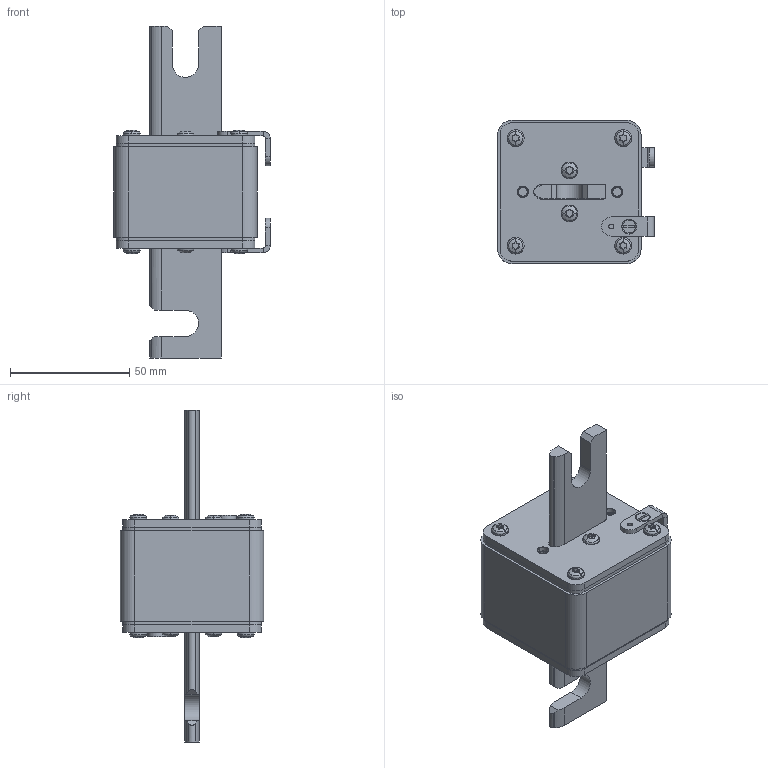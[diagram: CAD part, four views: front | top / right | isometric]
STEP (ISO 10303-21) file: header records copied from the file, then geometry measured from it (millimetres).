
FILE_DESCRIPTION((''),'2;1');
FILE_NAME('004394723_NHS2_110_M_UQ01_ASM-2_ASM','2025-03-19T13:56:39',('klemen.sitar'),('Audax d.o.o.'),'CREO PARAMETRIC BY PTC INC, 2021304','CREO PARAMETRIC BY PTC INC, 2021304','');
FILE_SCHEMA(('AP242_MANAGED_MODEL_BASED_3D_ENGINEERING_MIM_LF { 1 0 10303 442 1 1 4 }'));
Length unit declared in the file: millimetre
Products named in the file (15): 0000031919_3; 0000030743_2; 0000064274_1; 0000017639_1; 0000033543_1; NOZ_S_ASM_1_ASM; 0000033546_1; NOZ_U_ASM_2_ASM; 0000037877_1; 0000070275_1; 0000031301_1; 0000011599_1; 0000037871_2; 0000037881_1; 004394723_NHS2_110_M_UQ01_ASM-2_ASM
Assembly tree (32 placements, depth 3):
  004394723_NHS2_110_M_UQ01_ASM-2_ASM
    0000031919_3
    0000030743_2  x2
    0000064274_1  x2
    NOZ_S_ASM_1_ASM
      0000017639_1
      0000033543_1
    NOZ_U_ASM_2_ASM
      0000017639_1
      0000033546_1
    0000037877_1
    0000070275_1  x4
    0000031301_1  x8
    0000011599_1  x4
    0000037871_2  x2
    0000037881_1  x2
Bounding box: 65.5 x 60 x 139 mm (x, y, z)
Volume: 125106.3 mm3; surface area: 67897.9 mm2
Topology: 30 solids, 60 shells, 1617 faces, 4171 edges, 2628 vertices
Faces by surface type: cylinder 731, plane 670, torus 92, cone 84, sphere 24, bspline 16
Entity records: 24293 total; most frequent: CARTESIAN_POINT 4172, DIRECTION 3175, ORIENTED_EDGE 2872, PRESENTATION_STYLE_ASSIGNMENT 1497, STYLED_ITEM 1494, CURVE_STYLE 1467, EDGE_CURVE 1467, AXIS2_PLACEMENT_3D 1246
